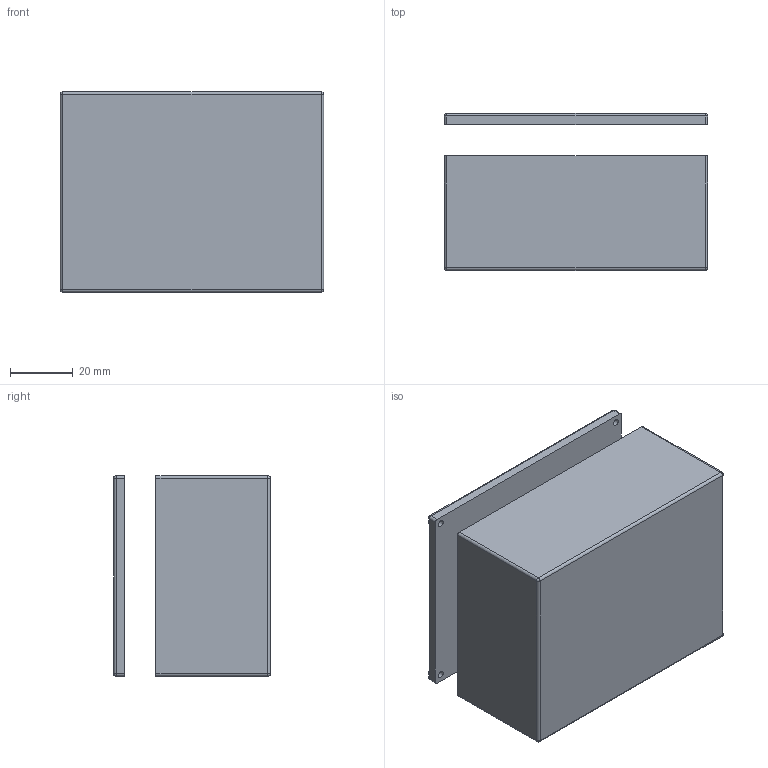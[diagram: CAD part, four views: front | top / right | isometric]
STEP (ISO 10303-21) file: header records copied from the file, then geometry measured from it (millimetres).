
FILE_DESCRIPTION(/* description */ (''),/* implementation_level */ '2;1');
FILE_NAME(/* name */ 'PCB-Box v8.step',/* time_stamp */ '2023-03-10T18:32:06-08:00',/* author */ (''),/* organization */ (''),/* preprocessor_version */ 'ST-DEVELOPER v19.2',/* originating_system */ 'Autodesk Translation Framework v11.17.0.187',/* authorisation */ '');
FILE_SCHEMA (('AUTOMOTIVE_DESIGN { 1 0 10303 214 3 1 1 }'));
Length unit declared in the file: millimetre
Products named in the file (1): PCB-Box
Bounding box: 84 x 50 x 64 mm (x, y, z)
Volume: 56628 mm3; surface area: 43129.7 mm2
Topology: 2 solids, 2 shells, 121 faces, 303 edges, 192 vertices
Faces by surface type: plane 52, cylinder 51, torus 10, sphere 8
Full cylindrical faces by diameter (mm): 1.7 x8, 2.1 x4, 4 x4, 7.6 x1, 10 x4, 12.1 x2
Entity records: 3805 total; most frequent: CARTESIAN_POINT 741, DIRECTION 669, ORIENTED_EDGE 606, EDGE_CURVE 303, AXIS2_PLACEMENT_3D 258, VERTEX_POINT 192, LINE 153, VECTOR 153
